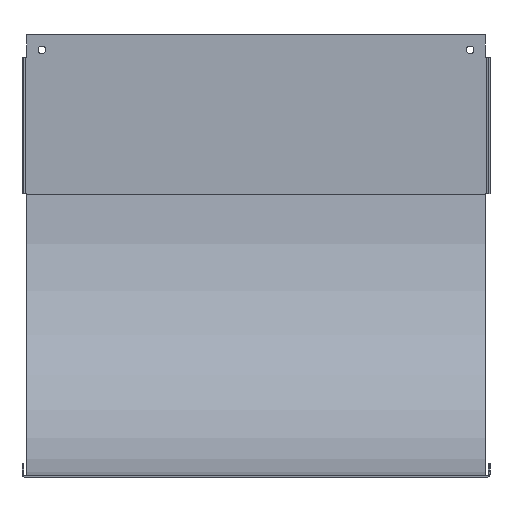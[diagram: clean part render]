
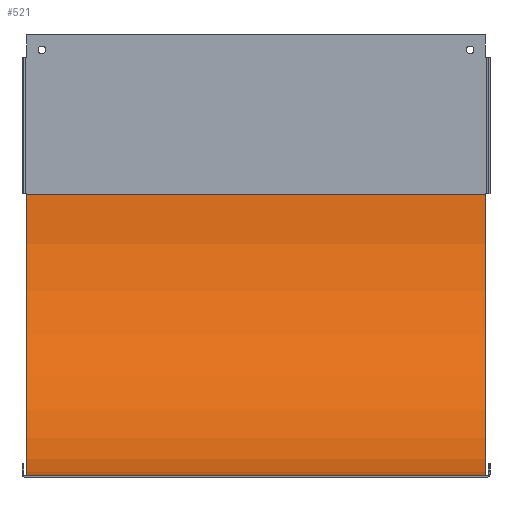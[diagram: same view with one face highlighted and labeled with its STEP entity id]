
A CAD part, front view. The second image highlights one B-rep face of the part: STEP entity #521.
In plain terms, the highlighted cylindrical face has radius 183.75 mm (diameter 367.5 mm), a partial arc.
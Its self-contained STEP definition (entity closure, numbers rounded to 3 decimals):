
#307 = EDGE_CURVE ( 'NONE', #1639, #660, #407, .T. ) ;
#335 = CARTESIAN_POINT ( 'NONE',  ( -417.069, -184.75, 144.867 ) ) ;
#358 = EDGE_CURVE ( 'NONE', #690, #1639, #1347, .T. ) ;
#373 = AXIS2_PLACEMENT_3D ( 'NONE', #409, #1618, #1004 ) ;
#407 = CIRCLE ( 'NONE', #373, 183.75 ) ;
#409 = CARTESIAN_POINT ( 'NONE',  ( 150., -184.75, 144.867 ) ) ;
#478 = ORIENTED_EDGE ( 'NONE', *, *, #307, .T. ) ;
#521 = ADVANCED_FACE ( 'NONE', ( #1825 ), #1529, .F. ) ;
#527 = DIRECTION ( 'NONE',  ( 1., 0., 0. ) ) ;
#574 = CARTESIAN_POINT ( 'NONE',  ( -150., -184.75, 144.867 ) ) ;
#640 = EDGE_LOOP ( 'NONE', ( #478, #1261, #699, #801 ) ) ;
#660 = VERTEX_POINT ( 'NONE', #1433 ) ;
#683 = CARTESIAN_POINT ( 'NONE',  ( -150., -1., 144.867 ) ) ;
#690 = VERTEX_POINT ( 'NONE', #1844 ) ;
#699 = ORIENTED_EDGE ( 'NONE', *, *, #808, .T. ) ;
#795 = LINE ( 'NONE', #1408, #1272 ) ;
#801 = ORIENTED_EDGE ( 'NONE', *, *, #358, .T. ) ;
#808 = EDGE_CURVE ( 'NONE', #1469, #690, #1671, .T. ) ;
#841 = AXIS2_PLACEMENT_3D ( 'NONE', #574, #1751, #1321 ) ;
#946 = EDGE_CURVE ( 'NONE', #1469, #660, #795, .T. ) ;
#990 = VECTOR ( 'NONE', #1784, 1000. ) ;
#1004 = DIRECTION ( 'NONE',  ( 0., 0., 1. ) ) ;
#1019 = CARTESIAN_POINT ( 'NONE',  ( 0., -184.75, -38.883 ) ) ;
#1036 = CARTESIAN_POINT ( 'NONE',  ( 150., -184.75, -38.883 ) ) ;
#1103 = DIRECTION ( 'NONE',  ( 1., 0., 0. ) ) ;
#1261 = ORIENTED_EDGE ( 'NONE', *, *, #946, .F. ) ;
#1272 = VECTOR ( 'NONE', #527, 1000. ) ;
#1321 = DIRECTION ( 'NONE',  ( 0., 0., -1. ) ) ;
#1347 = LINE ( 'NONE', #1019, #990 ) ;
#1392 = AXIS2_PLACEMENT_3D ( 'NONE', #335, #1103, #1680 ) ;
#1408 = CARTESIAN_POINT ( 'NONE',  ( 0., -1., 144.867 ) ) ;
#1433 = CARTESIAN_POINT ( 'NONE',  ( 150., -1., 144.867 ) ) ;
#1469 = VERTEX_POINT ( 'NONE', #683 ) ;
#1529 = CYLINDRICAL_SURFACE ( 'NONE', #1392, 183.75 ) ;
#1618 = DIRECTION ( 'NONE',  ( 1., 0., 0. ) ) ;
#1639 = VERTEX_POINT ( 'NONE', #1036 ) ;
#1671 = CIRCLE ( 'NONE', #841, 183.75 ) ;
#1680 = DIRECTION ( 'NONE',  ( 0., 0., -1. ) ) ;
#1751 = DIRECTION ( 'NONE',  ( -1., 0., 0. ) ) ;
#1784 = DIRECTION ( 'NONE',  ( 1., 0., 0. ) ) ;
#1825 = FACE_OUTER_BOUND ( 'NONE', #640, .T. ) ;
#1844 = CARTESIAN_POINT ( 'NONE',  ( -150., -184.75, -38.883 ) ) ;
